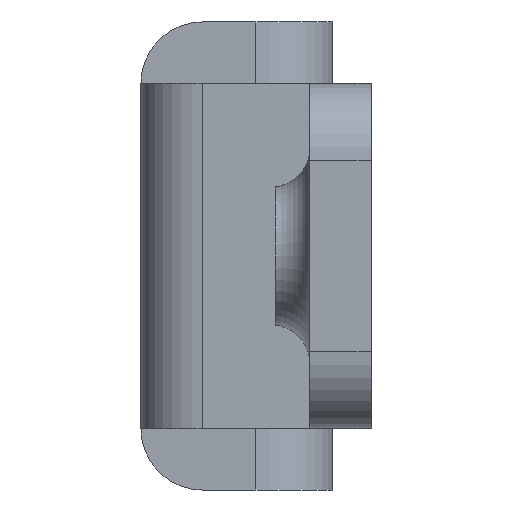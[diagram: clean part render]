
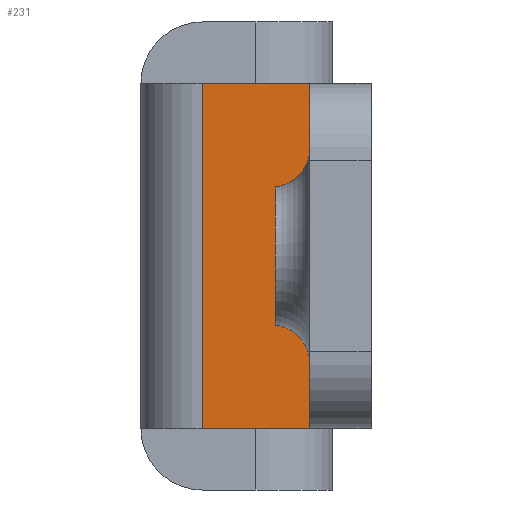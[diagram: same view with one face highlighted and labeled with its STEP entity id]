
A CAD part, left-side view. The second image highlights one B-rep face of the part: STEP entity #231.
In plain terms, the highlighted planar face has unit normal (-1, 0, 0).
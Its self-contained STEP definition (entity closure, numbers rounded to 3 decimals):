
#52 = EDGE_CURVE ( 'NONE', #662, #619, #1636, .T. ) ;
#67 = EDGE_CURVE ( 'NONE', #613, #596, #1681, .T. ) ;
#166 = VECTOR ( 'NONE', #1638, 1000. ) ;
#195 = EDGE_CURVE ( 'NONE', #613, #662, #380, .T. ) ;
#231 = ADVANCED_FACE ( 'NONE', ( #2110 ), #490, .F. ) ;
#280 = EDGE_CURVE ( 'NONE', #596, #619, #1316, .T. ) ;
#380 = LINE ( 'NONE', #381, #2071 ) ;
#381 = CARTESIAN_POINT ( 'NONE',  ( -6.1, 4.4, 4.5 ) ) ;
#382 = DIRECTION ( 'NONE',  ( 0., 0., -1. ) ) ;
#490 = PLANE ( 'NONE',  #2115 ) ;
#491 = CARTESIAN_POINT ( 'NONE',  ( -6.1, 1.6, 4.5 ) ) ;
#492 = DIRECTION ( 'NONE',  ( 1., 0., 0. ) ) ;
#493 = DIRECTION ( 'NONE',  ( 0., 1., 0. ) ) ;
#596 = VERTEX_POINT ( 'NONE', #1330 ) ;
#613 = VERTEX_POINT ( 'NONE', #1347 ) ;
#619 = VERTEX_POINT ( 'NONE', #1353 ) ;
#662 = VERTEX_POINT ( 'NONE', #1396 ) ;
#704 = ORIENTED_EDGE ( 'NONE', *, *, #195, .T. ) ;
#706 = ORIENTED_EDGE ( 'NONE', *, *, #52, .T. ) ;
#707 = ORIENTED_EDGE ( 'NONE', *, *, #280, .F. ) ;
#708 = ORIENTED_EDGE ( 'NONE', *, *, #67, .F. ) ;
#1219 = EDGE_LOOP ( 'NONE', ( #706, #707, #708, #704 ) ) ;
#1316 = LINE ( 'NONE', #1317, #2212 ) ;
#1317 = CARTESIAN_POINT ( 'NONE',  ( -6.1, 1.6, 4.5 ) ) ;
#1318 = DIRECTION ( 'NONE',  ( 0., 0., -1. ) ) ;
#1330 = CARTESIAN_POINT ( 'NONE',  ( -6.1, 1.6, 4.5 ) ) ;
#1347 = CARTESIAN_POINT ( 'NONE',  ( -6.1, 4.4, 4.5 ) ) ;
#1353 = CARTESIAN_POINT ( 'NONE',  ( -6.1, 1.6, -4.5 ) ) ;
#1396 = CARTESIAN_POINT ( 'NONE',  ( -6.1, 4.4, -4.5 ) ) ;
#1636 = LINE ( 'NONE', #1637, #166 ) ;
#1637 = CARTESIAN_POINT ( 'NONE',  ( -6.1, 1.6, -4.5 ) ) ;
#1638 = DIRECTION ( 'NONE',  ( 0., -1., 0. ) ) ;
#1681 = LINE ( 'NONE', #1682, #1927 ) ;
#1682 = CARTESIAN_POINT ( 'NONE',  ( -6.1, 1.6, 4.5 ) ) ;
#1683 = DIRECTION ( 'NONE',  ( 0., -1., 0. ) ) ;
#1927 = VECTOR ( 'NONE', #1683, 1000. ) ;
#2071 = VECTOR ( 'NONE', #382, 1000. ) ;
#2110 = FACE_OUTER_BOUND ( 'NONE', #1219, .T. ) ;
#2115 = AXIS2_PLACEMENT_3D ( 'NONE', #491, #492, #493 ) ;
#2212 = VECTOR ( 'NONE', #1318, 1000. ) ;
